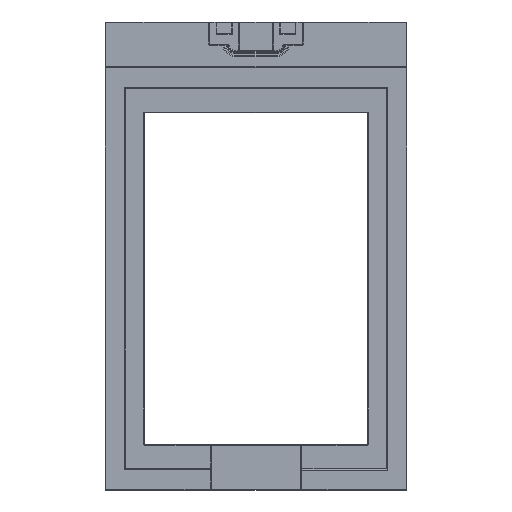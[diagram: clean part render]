
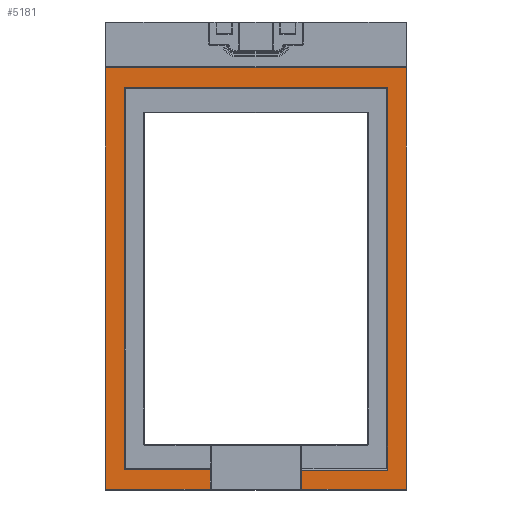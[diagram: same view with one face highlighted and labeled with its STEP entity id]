
A CAD part, top view. The second image highlights one B-rep face of the part: STEP entity #5181.
In plain terms, the highlighted planar face has unit normal (0, 0, 1).
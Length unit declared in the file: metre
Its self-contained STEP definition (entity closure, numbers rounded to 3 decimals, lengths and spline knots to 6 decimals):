
#405=LINE('',#8493,#774);
#406=LINE('',#8496,#775);
#407=LINE('',#8498,#776);
#408=LINE('',#8500,#777);
#409=LINE('',#8502,#778);
#410=LINE('',#8504,#779);
#411=LINE('',#8506,#780);
#412=LINE('',#8508,#781);
#413=LINE('',#8510,#782);
#414=LINE('',#8512,#783);
#415=LINE('',#8514,#784);
#416=LINE('',#8516,#785);
#774=VECTOR('',#6494,1.);
#775=VECTOR('',#6495,1.);
#776=VECTOR('',#6496,1.);
#777=VECTOR('',#6497,1.);
#778=VECTOR('',#6498,1.);
#779=VECTOR('',#6499,1.);
#780=VECTOR('',#6500,1.);
#781=VECTOR('',#6501,1.);
#782=VECTOR('',#6502,1.);
#783=VECTOR('',#6503,1.);
#784=VECTOR('',#6504,1.);
#785=VECTOR('',#6505,1.);
#1173=ORIENTED_EDGE('',*,*,#2775,.T.);
#1174=ORIENTED_EDGE('',*,*,#2776,.T.);
#1175=ORIENTED_EDGE('',*,*,#2777,.T.);
#1176=ORIENTED_EDGE('',*,*,#2778,.T.);
#1177=ORIENTED_EDGE('',*,*,#2779,.T.);
#1178=ORIENTED_EDGE('',*,*,#2780,.T.);
#1179=ORIENTED_EDGE('',*,*,#2781,.T.);
#1180=ORIENTED_EDGE('',*,*,#2782,.T.);
#1181=ORIENTED_EDGE('',*,*,#2783,.T.);
#1182=ORIENTED_EDGE('',*,*,#2784,.T.);
#1183=ORIENTED_EDGE('',*,*,#2785,.T.);
#1184=ORIENTED_EDGE('',*,*,#2786,.T.);
#2775=EDGE_CURVE('',#3576,#3577,#405,.T.);
#2776=EDGE_CURVE('',#3577,#3578,#406,.T.);
#2777=EDGE_CURVE('',#3578,#3579,#407,.F.);
#2778=EDGE_CURVE('',#3579,#3580,#408,.F.);
#2779=EDGE_CURVE('',#3580,#3581,#409,.F.);
#2780=EDGE_CURVE('',#3581,#3582,#410,.F.);
#2781=EDGE_CURVE('',#3582,#3583,#411,.F.);
#2782=EDGE_CURVE('',#3583,#3584,#412,.F.);
#2783=EDGE_CURVE('',#3584,#3585,#413,.F.);
#2784=EDGE_CURVE('',#3585,#3586,#414,.T.);
#2785=EDGE_CURVE('',#3586,#3587,#415,.F.);
#2786=EDGE_CURVE('',#3587,#3576,#416,.F.);
#3576=VERTEX_POINT('',#8494);
#3577=VERTEX_POINT('',#8495);
#3578=VERTEX_POINT('',#8497);
#3579=VERTEX_POINT('',#8499);
#3580=VERTEX_POINT('',#8501);
#3581=VERTEX_POINT('',#8503);
#3582=VERTEX_POINT('',#8505);
#3583=VERTEX_POINT('',#8507);
#3584=VERTEX_POINT('',#8509);
#3585=VERTEX_POINT('',#8511);
#3586=VERTEX_POINT('',#8513);
#3587=VERTEX_POINT('',#8515);
#4339=EDGE_LOOP('',(#1173,#1174,#1175,#1176,#1177,#1178,#1179,#1180,#1181,
#1182,#1183,#1184));
#4720=FACE_BOUND('',#4339,.T.);
#5096=PLANE('',#5602);
#5181=ADVANCED_FACE('',(#4720),#5096,.T.);
#5602=AXIS2_PLACEMENT_3D('',#8492,#6492,#6493);
#6492=DIRECTION('',(0.,0.,1.));
#6493=DIRECTION('',(1.,0.,0.));
#6494=DIRECTION('',(1.,0.,0.));
#6495=DIRECTION('',(0.,-1.,0.));
#6496=DIRECTION('',(1.,0.,0.));
#6497=DIRECTION('',(0.,1.,0.));
#6498=DIRECTION('',(-1.,0.,0.));
#6499=DIRECTION('',(0.,-1.,0.));
#6500=DIRECTION('',(1.,0.,0.));
#6501=DIRECTION('',(0.,1.,0.));
#6502=DIRECTION('',(-1.,0.,0.));
#6503=DIRECTION('',(0.,1.,0.));
#6504=DIRECTION('',(1.,0.,0.));
#6505=DIRECTION('',(0.,-1.,0.));
#8492=CARTESIAN_POINT('',(0.043,-0.0555,0.005));
#8493=CARTESIAN_POINT('',(0.0865,0.0004,0.005));
#8494=CARTESIAN_POINT('',(-0.0007,0.0004,0.005));
#8495=CARTESIAN_POINT('',(0.0867,0.0004,0.005));
#8496=CARTESIAN_POINT('',(0.0867,-0.1262,0.005));
#8497=CARTESIAN_POINT('',(0.0867,-0.1264,0.005));
#8498=CARTESIAN_POINT('',(0.043,-0.1264,0.005));
#8499=CARTESIAN_POINT('',(0.0582,-0.1264,0.005));
#8500=CARTESIAN_POINT('',(0.0582,-0.0555,0.005));
#8501=CARTESIAN_POINT('',(0.0582,-0.1328,0.005));
#8502=CARTESIAN_POINT('',(0.043,-0.1328,0.005));
#8503=CARTESIAN_POINT('',(0.0928,-0.1328,0.005));
#8504=CARTESIAN_POINT('',(0.0928,-0.0555,0.005));
#8505=CARTESIAN_POINT('',(0.0928,0.0068,0.005));
#8506=CARTESIAN_POINT('',(0.043,0.0068,0.005));
#8507=CARTESIAN_POINT('',(-0.0068,0.0068,0.005));
#8508=CARTESIAN_POINT('',(-0.0068,-0.0555,0.005));
#8509=CARTESIAN_POINT('',(-0.0068,-0.1328,0.005));
#8510=CARTESIAN_POINT('',(0.043,-0.1328,0.005));
#8511=CARTESIAN_POINT('',(0.0278,-0.1328,0.005));
#8512=CARTESIAN_POINT('',(0.0278,-0.126,0.005));
#8513=CARTESIAN_POINT('',(0.0278,-0.1262,0.005));
#8514=CARTESIAN_POINT('',(0.043,-0.1262,0.005));
#8515=CARTESIAN_POINT('',(-0.0007,-0.1262,0.005));
#8516=CARTESIAN_POINT('',(-0.0007,-0.0555,0.005));
